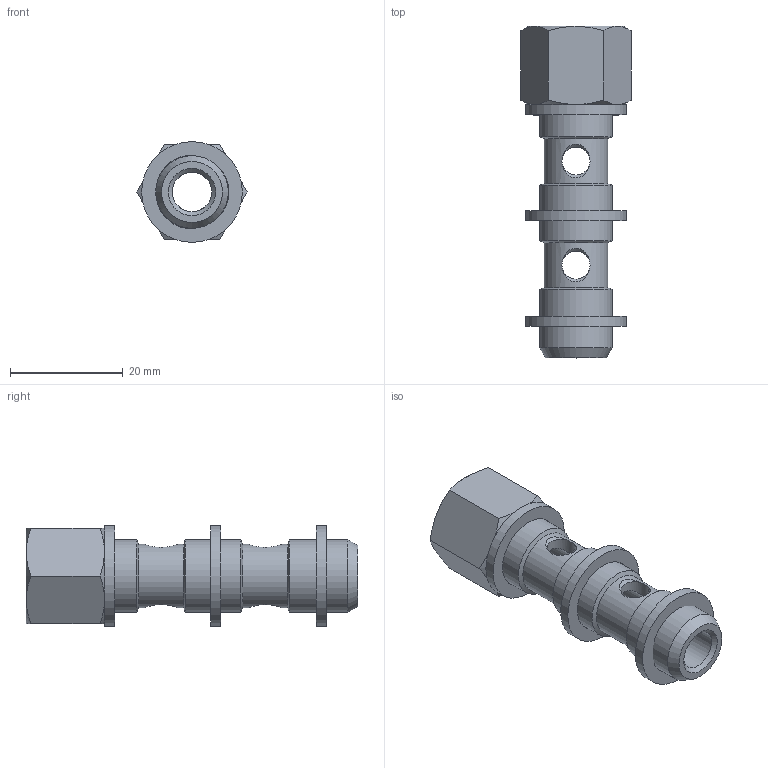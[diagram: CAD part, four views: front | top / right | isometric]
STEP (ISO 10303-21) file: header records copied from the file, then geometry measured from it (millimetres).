
FILE_DESCRIPTION(/* description */ ('STEP AP214'),/* implementation_level */ '2;1');
FILE_NAME(/* name */ 'A0240002',/* time_stamp */ '2023-04-13T14:38:43+02:00',/* author */ ('License CC BY-ND 4.0'),/* organization */ ('CADENAS'),/* preprocessor_version */ 'ST-DEVELOPER v19.3',/* originating_system */ 'PARTsolutions',/* authorisation */ ' ');
FILE_SCHEMA (('AUTOMOTIVE_DESIGN {1 0 10303 214 3 1 1}'));
Length unit declared in the file: metre
Products named in the file (5): A0240002; A0240002_PART4; A0240002_PART3; A0240002_PART2; A0240002_PART1
Assembly tree (4 placements, depth 2):
  A0240002
    A0240002_PART4
    A0240002_PART3
    A0240002_PART2
    A0240002_PART1
Bounding box: 19.63 x 59 x 17.9 mm (x, y, z)
Volume: 6152.7 mm3; surface area: 5648.2 mm2
Topology: 4 solids, 4 shells, 56 faces, 140 edges, 89 vertices
Faces by surface type: plane 21, cone 18, cylinder 17
Full cylindrical faces by diameter (mm): 5 x4, 7 x1, 11.3 x2, 11.6 x1, 12.9 x3, 13.1 x3, 17.9 x3
Entity records: 1799 total; most frequent: CARTESIAN_POINT 453, DIRECTION 228, ORIENTED_EDGE 188, AXIS2_PLACEMENT_3D 105, EDGE_LOOP 100, FACE_BOUND 100, EDGE_CURVE 94, VERTEX_POINT 74
